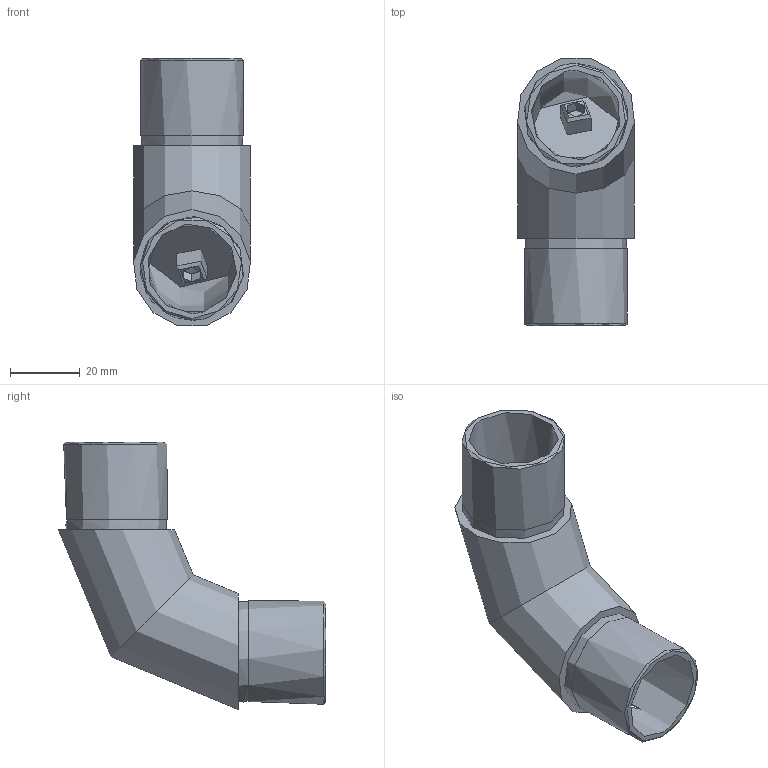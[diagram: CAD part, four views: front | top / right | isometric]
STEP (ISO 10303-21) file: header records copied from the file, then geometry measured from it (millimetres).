
FILE_DESCRIPTION (( 'STEP AP203' ), '1' );
FILE_NAME ('56161-320V.step', '2020-02-20T08:10:01', ( '' ), ( '' ), 'SwSTEP 2.0', 'SolidWorks 2015', '' );
FILE_SCHEMA (( 'CONFIG_CONTROL_DESIGN' ));
Length unit declared in the file: millimetre
Products named in the file (10): 56161-320V; 5616X-320V Teil2; 5616X-320V Teil1_56161-320V Teil1; DIN 912 Konfig; DIN 912 Konfig_DIN 912 M6x8; 5616X-320V Teil1; 5616X-320V Teil2_56161-320V Teil2
Assembly tree (8 placements, depth 2):
  56161-320V
    5616X-320V Teil1_56161-320V Teil1  x2
    5616X-320V Teil2_56161-320V Teil2
    DIN 912 Konfig_DIN 912 M6x8  x2
  5616X-320V Teil1
  5616X-320V Teil1
  56161-320V
    DIN 912 Konfig
    DIN 912 Konfig
    5616X-320V Teil2
Bounding box: 33.45 x 76.51 x 76.51 mm (x, y, z)
Volume: 40149.7 mm3; surface area: 24635.8 mm2
Topology: 5 solids, 5 shells, 532 faces, 1389 edges, 922 vertices
Faces by surface type: plane 288, bspline 206, cylinder 18, cone 12, torus 8
Full cylindrical faces by diameter (mm): 5 x1, 6 x2, 7 x2, 10 x2, 12 x2, 25 x3, 25.7 x2, 29.2 x2, 29.6 x2
Entity records: 15334 total; most frequent: CARTESIAN_POINT 8521, ORIENTED_EDGE 1338, DIRECTION 853, EDGE_CURVE 669, VERTEX_POINT 453, VECTOR 421, LINE 421, EDGE_LOOP 324
